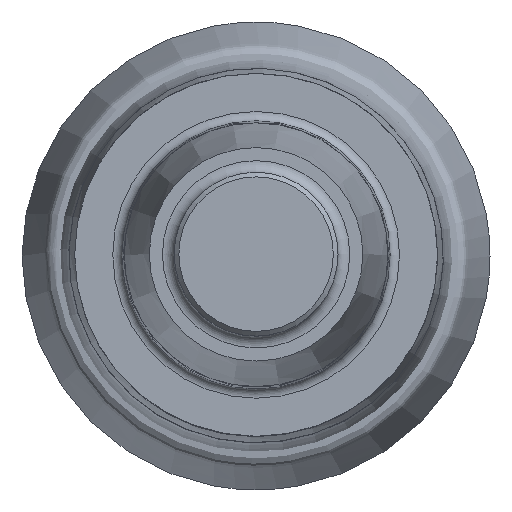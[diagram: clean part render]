
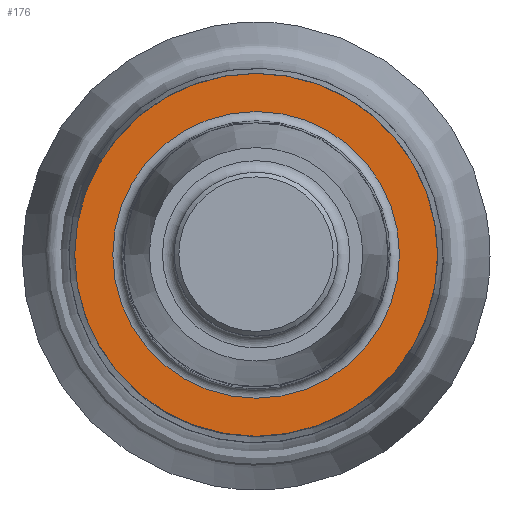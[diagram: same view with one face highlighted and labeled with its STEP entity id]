
A CAD part, top view. The second image highlights one B-rep face of the part: STEP entity #176.
In plain terms, the highlighted planar face has unit normal (0, 0, 1).
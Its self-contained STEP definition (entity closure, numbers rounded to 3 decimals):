
#139=PLANE('',#615);
#176=ADVANCED_FACE('',(#226,#227),#139,.F.);
#226=FACE_BOUND('',#268,.T.);
#227=FACE_BOUND('',#269,.T.);
#268=EDGE_LOOP('',(#334));
#269=EDGE_LOOP('',(#335));
#334=ORIENTED_EDGE('',*,*,#452,.T.);
#335=ORIENTED_EDGE('',*,*,#451,.F.);
#414=VERTEX_POINT('',#1011);
#415=VERTEX_POINT('',#1014);
#451=EDGE_CURVE('',#414,#414,#483,.T.);
#452=EDGE_CURVE('',#415,#415,#484,.T.);
#483=CIRCLE('',#612,7.75);
#484=CIRCLE('',#614,6.124);
#612=AXIS2_PLACEMENT_3D('',#1010,#715,#716);
#614=AXIS2_PLACEMENT_3D('',#1013,#719,#720);
#615=AXIS2_PLACEMENT_3D('',#1015,#721,#722);
#715=DIRECTION('',(0.,0.,-1.));
#716=DIRECTION('',(-1.,0.,0.));
#719=DIRECTION('',(0.,0.,-1.));
#720=DIRECTION('',(-1.,0.,0.));
#721=DIRECTION('',(0.,0.,-1.));
#722=DIRECTION('',(-1.,0.,0.));
#1010=CARTESIAN_POINT('',(0.,0.,0.));
#1011=CARTESIAN_POINT('',(-7.75,0.,0.));
#1013=CARTESIAN_POINT('',(0.,0.,0.));
#1014=CARTESIAN_POINT('',(-6.124,0.,0.));
#1015=CARTESIAN_POINT('',(-5.739,0.,0.));
